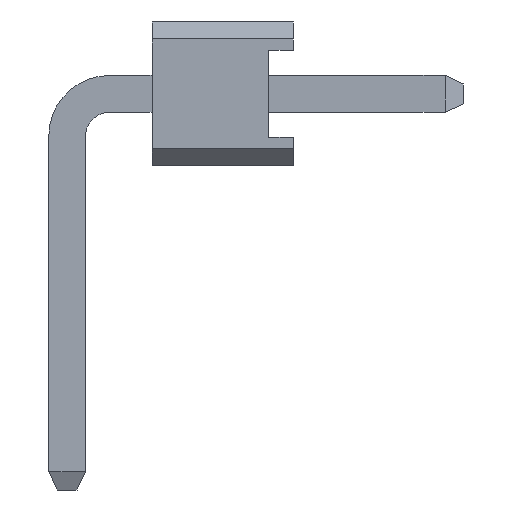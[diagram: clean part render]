
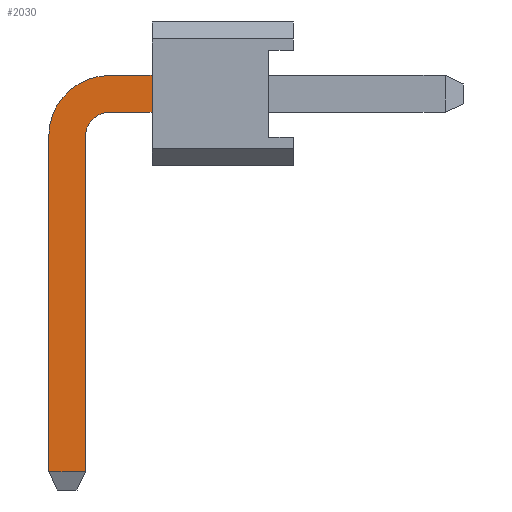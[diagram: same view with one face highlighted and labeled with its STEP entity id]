
A CAD part, left-side view. The second image highlights one B-rep face of the part: STEP entity #2030.
In plain terms, the highlighted planar face has unit normal (-1, 0, 0).
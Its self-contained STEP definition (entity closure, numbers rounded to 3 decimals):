
#1102 = EDGE_CURVE ( 'NONE', #1103, #1104, #4241, .T. ) ;
#1103 = VERTEX_POINT ( 'NONE', #4237 ) ;
#1104 = VERTEX_POINT ( 'NONE', #4236 ) ;
#2030 = ADVANCED_FACE ( 'NONE', ( #6859 ), #6858, .F. ) ;
#2031 = EDGE_LOOP ( 'NONE', ( #2032, #2098, #2101, #2040, #2103, #2092, #2093, #2034 ) ) ;
#2032 = ORIENTED_EDGE ( 'NONE', *, *, #2095, .T. ) ;
#2033 = VERTEX_POINT ( 'NONE', #6853 ) ;
#2034 = ORIENTED_EDGE ( 'NONE', *, *, #2042, .T. ) ;
#2038 = EDGE_CURVE ( 'NONE', #2039, #2100, #6852, .T. ) ;
#2039 = VERTEX_POINT ( 'NONE', #6814 ) ;
#2040 = ORIENTED_EDGE ( 'NONE', *, *, #2041, .F. ) ;
#2041 = EDGE_CURVE ( 'NONE', #2102, #2039, #6813, .T. ) ;
#2042 = EDGE_CURVE ( 'NONE', #2033, #2096, #6808, .T. ) ;
#2092 = ORIENTED_EDGE ( 'NONE', *, *, #1102, .T. ) ;
#2093 = ORIENTED_EDGE ( 'NONE', *, *, #2094, .F. ) ;
#2094 = EDGE_CURVE ( 'NONE', #2033, #1104, #6720, .T. ) ;
#2095 = EDGE_CURVE ( 'NONE', #2096, #2097, #6716, .T. ) ;
#2096 = VERTEX_POINT ( 'NONE', #6712 ) ;
#2097 = VERTEX_POINT ( 'NONE', #6711 ) ;
#2098 = ORIENTED_EDGE ( 'NONE', *, *, #2099, .T. ) ;
#2099 = EDGE_CURVE ( 'NONE', #2097, #2100, #6710, .T. ) ;
#2100 = VERTEX_POINT ( 'NONE', #6706 ) ;
#2101 = ORIENTED_EDGE ( 'NONE', *, *, #2038, .F. ) ;
#2102 = VERTEX_POINT ( 'NONE', #6705 ) ;
#2103 = ORIENTED_EDGE ( 'NONE', *, *, #2104, .T. ) ;
#2104 = EDGE_CURVE ( 'NONE', #2102, #1103, #6704, .T. ) ;
#4236 = CARTESIAN_POINT ( 'NONE',  ( -0.325, 2.5, 0.325 ) ) ;
#4237 = CARTESIAN_POINT ( 'NONE',  ( -0.325, 2.5, -0.325 ) ) ;
#4238 = DIRECTION ( 'NONE',  ( 0., 0., 1. ) ) ;
#4239 = VECTOR ( 'NONE', #4238, 1000. ) ;
#4240 = CARTESIAN_POINT ( 'NONE',  ( -0.325, 2.5, -1.27 ) ) ;
#4241 = LINE ( 'NONE', #4240, #4239 ) ;
#6701 = DIRECTION ( 'NONE',  ( 0., -1., 0. ) ) ;
#6702 = VECTOR ( 'NONE', #6701, 1000. ) ;
#6703 = CARTESIAN_POINT ( 'NONE',  ( -0.325, 3.25, -0.325 ) ) ;
#6704 = LINE ( 'NONE', #6703, #6702 ) ;
#6705 = CARTESIAN_POINT ( 'NONE',  ( -0.325, 3.25, -0.325 ) ) ;
#6706 = CARTESIAN_POINT ( 'NONE',  ( -0.325, 3.675, -6.678 ) ) ;
#6707 = DIRECTION ( 'NONE',  ( 0., -1., 0. ) ) ;
#6708 = VECTOR ( 'NONE', #6707, 1000. ) ;
#6709 = CARTESIAN_POINT ( 'NONE',  ( -0.325, 3.25, -6.678 ) ) ;
#6710 = LINE ( 'NONE', #6709, #6708 ) ;
#6711 = CARTESIAN_POINT ( 'NONE',  ( -0.325, 4.325, -6.678 ) ) ;
#6712 = CARTESIAN_POINT ( 'NONE',  ( -0.325, 4.325, -0.75 ) ) ;
#6713 = DIRECTION ( 'NONE',  ( 0., 0., -1. ) ) ;
#6714 = VECTOR ( 'NONE', #6713, 1000. ) ;
#6715 = CARTESIAN_POINT ( 'NONE',  ( -0.325, 4.325, -0.75 ) ) ;
#6716 = LINE ( 'NONE', #6715, #6714 ) ;
#6717 = DIRECTION ( 'NONE',  ( 0., -1., 0. ) ) ;
#6718 = VECTOR ( 'NONE', #6717, 1000. ) ;
#6719 = CARTESIAN_POINT ( 'NONE',  ( -0.325, 3.25, 0.325 ) ) ;
#6720 = LINE ( 'NONE', #6719, #6718 ) ;
#6804 = DIRECTION ( 'NONE',  ( 0., 0., 1. ) ) ;
#6805 = DIRECTION ( 'NONE',  ( -1., 0., 0. ) ) ;
#6806 = CARTESIAN_POINT ( 'NONE',  ( -0.325, 3.25, -0.75 ) ) ;
#6807 = AXIS2_PLACEMENT_3D ( 'NONE', #6806, #6805, #6804 ) ;
#6808 = CIRCLE ( 'NONE', #6807, 1.075 ) ;
#6809 = DIRECTION ( 'NONE',  ( 0., 0., 1. ) ) ;
#6810 = DIRECTION ( 'NONE',  ( -1., 0., 0. ) ) ;
#6811 = CARTESIAN_POINT ( 'NONE',  ( -0.325, 3.25, -0.75 ) ) ;
#6812 = AXIS2_PLACEMENT_3D ( 'NONE', #6811, #6810, #6809 ) ;
#6813 = CIRCLE ( 'NONE', #6812, 0.425 ) ;
#6814 = CARTESIAN_POINT ( 'NONE',  ( -0.325, 3.675, -0.75 ) ) ;
#6815 = DIRECTION ( 'NONE',  ( 0., 0., -1. ) ) ;
#6816 = VECTOR ( 'NONE', #6815, 1000. ) ;
#6817 = CARTESIAN_POINT ( 'NONE',  ( -0.325, 3.675, -0.75 ) ) ;
#6852 = LINE ( 'NONE', #6817, #6816 ) ;
#6853 = CARTESIAN_POINT ( 'NONE',  ( -0.325, 3.25, 0.325 ) ) ;
#6854 = DIRECTION ( 'NONE',  ( 0., 0., -1. ) ) ;
#6855 = DIRECTION ( 'NONE',  ( 1., 0., 0. ) ) ;
#6856 = CARTESIAN_POINT ( 'NONE',  ( -0.325, 3.25, 0.325 ) ) ;
#6857 = AXIS2_PLACEMENT_3D ( 'NONE', #6856, #6855, #6854 ) ;
#6858 = PLANE ( 'NONE',  #6857 ) ;
#6859 = FACE_OUTER_BOUND ( 'NONE', #2031, .T. ) ;
